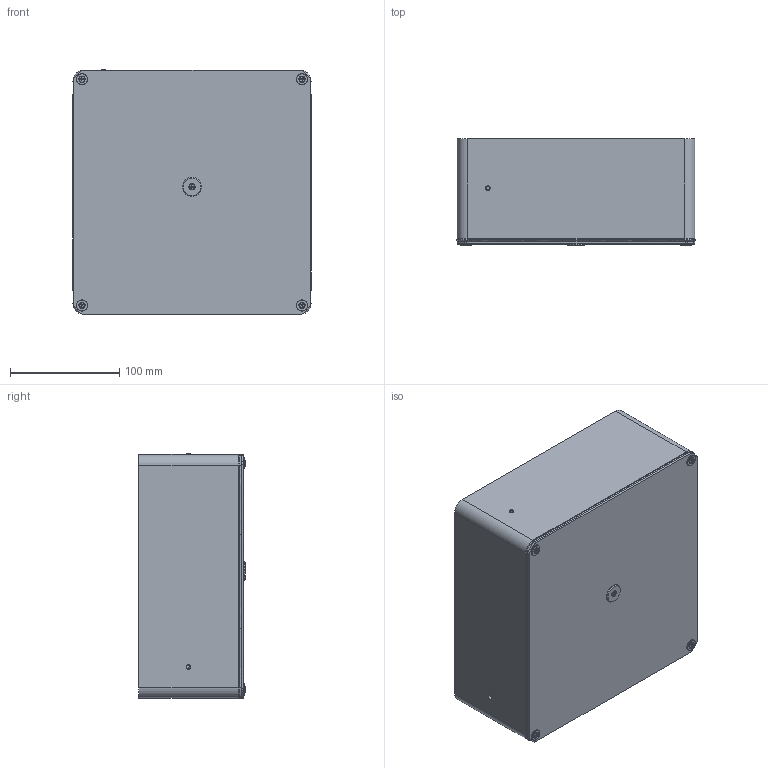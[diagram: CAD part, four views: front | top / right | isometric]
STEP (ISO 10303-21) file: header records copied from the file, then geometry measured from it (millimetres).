
FILE_DESCRIPTION(/* description */ (''),/* implementation_level */ '2;1');
FILE_NAME(/* name */ 'Filament Dry Box.step',/* time_stamp */ '2024-01-12T02:19:19Z',/* author */ (''),/* organization */ (''),/* preprocessor_version */ 'ST-DEVELOPER v20',/* originating_system */ 'Autodesk Translation Framework v12.14.0.127',/* authorisation */ '');
FILE_SCHEMA (('AUTOMOTIVE_DESIGN { 1 0 10303 214 3 1 1 }'));
Length unit declared in the file: millimetre
Products named in the file (12): Filament Box; Front Plexy; Box; Washers; Hygro; Hardware; Heat Insert M3 Short 5x4; Screws; HW1874SC; Washers (1); Accesories; D shape Window Seal
Assembly tree (19 placements, depth 4):
  Filament Box
    Front Plexy
    Box
      Washers
    Hygro
    Hardware
      Heat Insert M3 Short 5x4  x5
      Screws
        HW1874SC  x5
    Washers (1)
    Accesories
      D shape Window Seal
Bounding box: 217.87 x 97.81 x 223.6 mm (x, y, z)
Volume: 426738.1 mm3; surface area: 424848 mm2
Topology: 25 solids, 27 shells, 1788 faces, 4615 edges, 2963 vertices
Faces by surface type: plane 967, cylinder 374, bspline 284, cone 131, torus 32
Full cylindrical faces by diameter (mm): 0.05 x5, 2.529 x30, 2.927 x5, 3 x5, 3.086 x35, 3.243 x1, 3.3 x15, 3.4 x5, 4 x11, 4.25 x5, 4.3 x2, 4.7 x5, 5.72 x5, 10.491 x8, 13 x4, 17.296 x2, 22.038 x1, 25 x1, 38.3 x1, 41.4 x1, 42 x1, 45 x1, 47.097 x1
Entity records: 45060 total; most frequent: CARTESIAN_POINT 15349, ORIENTED_EDGE 6174, DIRECTION 5889, EDGE_CURVE 3087, VERTEX_POINT 2003, AXIS2_PLACEMENT_3D 1998, LINE 1893, VECTOR 1893
